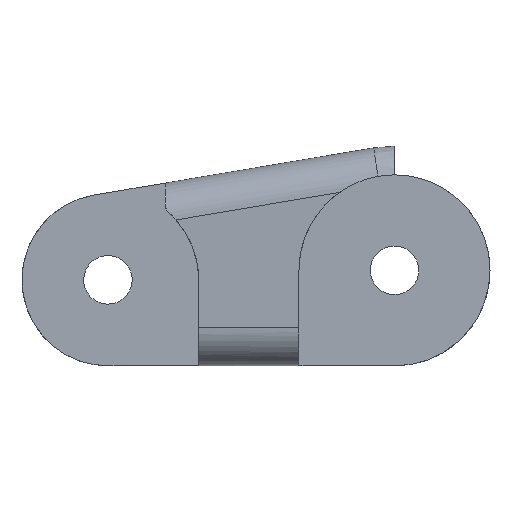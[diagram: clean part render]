
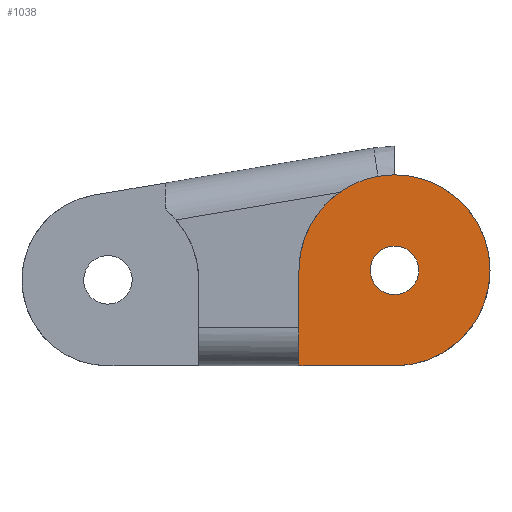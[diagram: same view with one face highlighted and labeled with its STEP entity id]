
A CAD part, left-side view. The second image highlights one B-rep face of the part: STEP entity #1038.
In plain terms, the highlighted planar face has unit normal (-1, 0, 0).
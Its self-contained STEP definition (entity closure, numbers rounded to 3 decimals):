
#390=CARTESIAN_POINT('Axis2P3D Location',(-3.,0.,0.)) ;
#823=CARTESIAN_POINT('Vertex',(-3.,-17.229,11.218)) ;
#826=CARTESIAN_POINT('Axis2P3D Location',(-3.,-15.,10.)) ;
#830=CARTESIAN_POINT('Vertex',(-3.,-12.771,8.782)) ;
#845=CARTESIAN_POINT('Axis2P3D Location',(-3.,-15.,10.)) ;
#986=CARTESIAN_POINT('Vertex',(-3.,-15.,20.)) ;
#989=CARTESIAN_POINT('Axis2P3D Location',(-3.,-15.,10.)) ;
#993=CARTESIAN_POINT('Vertex',(-3.,-15.,0.)) ;
#1009=CARTESIAN_POINT('Line Origine',(-3.,-10.,0.)) ;
#1013=CARTESIAN_POINT('Vertex',(-3.,-5.,0.)) ;
#1016=CARTESIAN_POINT('Axis2P3D Location',(-3.,-15.,10.)) ;
#1020=CARTESIAN_POINT('Vertex',(-3.,-5.,10.)) ;
#1023=CARTESIAN_POINT('Line Origine',(-3.,-5.,5.)) ;
#391=DIRECTION('Axis2P3D Direction',(1.,0.,0.)) ;
#392=DIRECTION('Axis2P3D XDirection',(0.,1.,0.)) ;
#827=DIRECTION('Axis2P3D Direction',(-1.,0.,-0.)) ;
#846=DIRECTION('Axis2P3D Direction',(-1.,0.,-0.)) ;
#990=DIRECTION('Axis2P3D Direction',(1.,0.,0.)) ;
#1010=DIRECTION('Vector Direction',(0.,-1.,0.)) ;
#1017=DIRECTION('Axis2P3D Direction',(1.,0.,0.)) ;
#1024=DIRECTION('Vector Direction',(0.,0.,1.)) ;
#393=AXIS2_PLACEMENT_3D('Plane Axis2P3D',#390,#391,#392) ;
#828=AXIS2_PLACEMENT_3D('Circle Axis2P3D',#826,#827,$) ;
#847=AXIS2_PLACEMENT_3D('Circle Axis2P3D',#845,#846,$) ;
#991=AXIS2_PLACEMENT_3D('Circle Axis2P3D',#989,#990,$) ;
#1018=AXIS2_PLACEMENT_3D('Circle Axis2P3D',#1016,#1017,$) ;
#1029=ORIENTED_EDGE('',*,*,#1015,.T.) ;
#1030=ORIENTED_EDGE('',*,*,#995,.F.) ;
#1031=ORIENTED_EDGE('',*,*,#1022,.F.) ;
#1032=ORIENTED_EDGE('',*,*,#1027,.F.) ;
#1035=ORIENTED_EDGE('',*,*,#832,.T.) ;
#1036=ORIENTED_EDGE('',*,*,#849,.T.) ;
#1037=FACE_BOUND('',#1034,.T.) ;
#1011=VECTOR('Line Direction',#1010,1.) ;
#1025=VECTOR('Line Direction',#1024,1.) ;
#1038=ADVANCED_FACE('PartBody',(#1033,#1037),#394,.F.) ;
#829=CIRCLE('generated circle',#828,2.54) ;
#848=CIRCLE('generated circle',#847,2.54) ;
#992=CIRCLE('generated circle',#991,10.) ;
#1019=CIRCLE('generated circle',#1018,10.) ;
#832=EDGE_CURVE('',#831,#824,#829,.F.) ;
#849=EDGE_CURVE('',#824,#831,#848,.F.) ;
#995=EDGE_CURVE('',#987,#994,#992,.T.) ;
#1015=EDGE_CURVE('',#1014,#994,#1012,.T.) ;
#1022=EDGE_CURVE('',#1021,#987,#1019,.T.) ;
#1027=EDGE_CURVE('',#1014,#1021,#1026,.T.) ;
#1028=EDGE_LOOP('',(#1029,#1030,#1031,#1032)) ;
#1034=EDGE_LOOP('',(#1035,#1036)) ;
#1033=FACE_OUTER_BOUND('',#1028,.T.) ;
#1012=LINE('Line',#1009,#1011) ;
#1026=LINE('Line',#1023,#1025) ;
#394=PLANE('Plane',#393) ;
#824=VERTEX_POINT('',#823) ;
#831=VERTEX_POINT('',#830) ;
#987=VERTEX_POINT('',#986) ;
#994=VERTEX_POINT('',#993) ;
#1014=VERTEX_POINT('',#1013) ;
#1021=VERTEX_POINT('',#1020) ;
